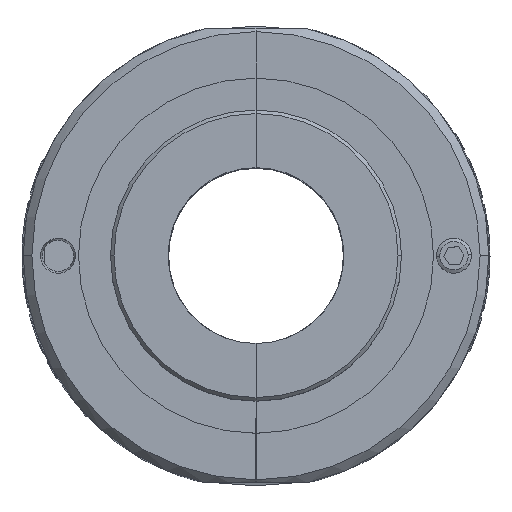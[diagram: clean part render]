
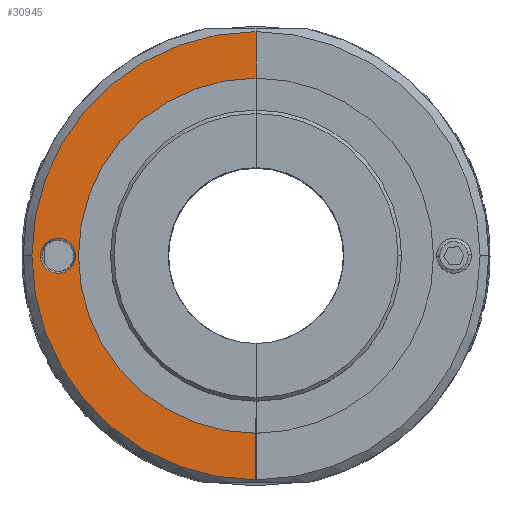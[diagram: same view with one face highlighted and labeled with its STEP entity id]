
A CAD part, top view. The second image highlights one B-rep face of the part: STEP entity #30945.
In plain terms, the highlighted planar face has unit normal (0, 0, 1).
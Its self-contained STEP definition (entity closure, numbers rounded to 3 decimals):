
#2136 = VERTEX_POINT ( 'NONE', #39409 ) ;
#3383 = CARTESIAN_POINT ( 'NONE',  ( 0., 19.25, -7.5 ) ) ;
#3705 = VERTEX_POINT ( 'NONE', #54757 ) ;
#4952 = EDGE_CURVE ( 'NONE', #2136, #22293, #34695, .T. ) ;
#5014 = EDGE_CURVE ( 'NONE', #57160, #22293, #12003, .T. ) ;
#5766 = AXIS2_PLACEMENT_3D ( 'NONE', #21122, #57012, #34678 ) ;
#6268 = EDGE_CURVE ( 'NONE', #57160, #25973, #35852, .T. ) ;
#6859 = PLANE ( 'NONE',  #49266 ) ;
#7152 = DIRECTION ( 'NONE',  ( -1., 0., 0. ) ) ;
#9365 = CIRCLE ( 'NONE', #29114, 19.25 ) ;
#10323 = DIRECTION ( 'NONE',  ( 0., 0., 1. ) ) ;
#10654 = DIRECTION ( 'NONE',  ( 1., 0., 0. ) ) ;
#11289 = FACE_OUTER_BOUND ( 'NONE', #44112, .T. ) ;
#12003 = CIRCLE ( 'NONE', #24234, 15.25 ) ;
#15209 = CARTESIAN_POINT ( 'NONE',  ( -17., 0., -7.5 ) ) ;
#15796 = DIRECTION ( 'NONE',  ( 1., 0., 0. ) ) ;
#16727 = CIRCLE ( 'NONE', #49616, 1.5 ) ;
#18226 = AXIS2_PLACEMENT_3D ( 'NONE', #15209, #47581, #15796 ) ;
#19599 = ORIENTED_EDGE ( 'NONE', *, *, #49129, .T. ) ;
#21122 = CARTESIAN_POINT ( 'NONE',  ( 0., 0., -7.5 ) ) ;
#21171 = CARTESIAN_POINT ( 'NONE',  ( 0., -15.25, -7.5 ) ) ;
#22293 = VERTEX_POINT ( 'NONE', #21171 ) ;
#22878 = CARTESIAN_POINT ( 'NONE',  ( 0., 0., -7.5 ) ) ;
#23235 = CARTESIAN_POINT ( 'NONE',  ( 0., 15.25, -7.5 ) ) ;
#24087 = CARTESIAN_POINT ( 'NONE',  ( -15.5, 0., -7.5 ) ) ;
#24234 = AXIS2_PLACEMENT_3D ( 'NONE', #22878, #26700, #35830 ) ;
#25973 = VERTEX_POINT ( 'NONE', #3383 ) ;
#26700 = DIRECTION ( 'NONE',  ( 0., 0., 1. ) ) ;
#28922 = CARTESIAN_POINT ( 'NONE',  ( -17., 0., -7.5 ) ) ;
#29114 = AXIS2_PLACEMENT_3D ( 'NONE', #50645, #10323, #37727 ) ;
#29155 = EDGE_LOOP ( 'NONE', ( #48614, #33947 ) ) ;
#29161 = ORIENTED_EDGE ( 'NONE', *, *, #57988, .T. ) ;
#29804 = DIRECTION ( 'NONE',  ( 0., 0., -1. ) ) ;
#30245 = DIRECTION ( 'NONE',  ( 0., 1., 0. ) ) ;
#30945 = ADVANCED_FACE ( 'NONE', ( #42757, #11289 ), #6859, .F. ) ;
#33058 = DIRECTION ( 'NONE',  ( 0., 0., 1. ) ) ;
#33216 = ORIENTED_EDGE ( 'NONE', *, *, #6268, .T. ) ;
#33947 = ORIENTED_EDGE ( 'NONE', *, *, #46610, .F. ) ;
#34678 = DIRECTION ( 'NONE',  ( -1., 0., 0. ) ) ;
#34695 = LINE ( 'NONE', #52619, #54304 ) ;
#35223 = VECTOR ( 'NONE', #53508, 1000. ) ;
#35830 = DIRECTION ( 'NONE',  ( 1., 0., 0. ) ) ;
#35852 = LINE ( 'NONE', #39967, #35223 ) ;
#37727 = DIRECTION ( 'NONE',  ( -1., 0., 0. ) ) ;
#39409 = CARTESIAN_POINT ( 'NONE',  ( 0., -19.25, -7.5 ) ) ;
#39967 = CARTESIAN_POINT ( 'NONE',  ( 0., 15.25, -7.5 ) ) ;
#40908 = EDGE_CURVE ( 'NONE', #57396, #51141, #43608, .T. ) ;
#42757 = FACE_BOUND ( 'NONE', #29155, .T. ) ;
#43608 = CIRCLE ( 'NONE', #18226, 1.5 ) ;
#44112 = EDGE_LOOP ( 'NONE', ( #33216, #19599, #29161, #55042, #46724 ) ) ;
#44270 = CIRCLE ( 'NONE', #5766, 19.25 ) ;
#46610 = EDGE_CURVE ( 'NONE', #51141, #57396, #16727, .T. ) ;
#46724 = ORIENTED_EDGE ( 'NONE', *, *, #5014, .F. ) ;
#47477 = CARTESIAN_POINT ( 'NONE',  ( 0., 15.25, -7.5 ) ) ;
#47581 = DIRECTION ( 'NONE',  ( 0., 0., 1. ) ) ;
#48614 = ORIENTED_EDGE ( 'NONE', *, *, #40908, .F. ) ;
#49129 = EDGE_CURVE ( 'NONE', #25973, #3705, #44270, .T. ) ;
#49266 = AXIS2_PLACEMENT_3D ( 'NONE', #47477, #29804, #7152 ) ;
#49616 = AXIS2_PLACEMENT_3D ( 'NONE', #28922, #33058, #10654 ) ;
#50645 = CARTESIAN_POINT ( 'NONE',  ( 0., 0., -7.5 ) ) ;
#51141 = VERTEX_POINT ( 'NONE', #52139 ) ;
#52139 = CARTESIAN_POINT ( 'NONE',  ( -18.5, 0., -7.5 ) ) ;
#52619 = CARTESIAN_POINT ( 'NONE',  ( 0., 15.25, -7.5 ) ) ;
#53508 = DIRECTION ( 'NONE',  ( 0., 1., 0. ) ) ;
#54304 = VECTOR ( 'NONE', #30245, 1000. ) ;
#54757 = CARTESIAN_POINT ( 'NONE',  ( -19.25, 0., -7.5 ) ) ;
#55042 = ORIENTED_EDGE ( 'NONE', *, *, #4952, .T. ) ;
#57012 = DIRECTION ( 'NONE',  ( 0., 0., 1. ) ) ;
#57160 = VERTEX_POINT ( 'NONE', #23235 ) ;
#57396 = VERTEX_POINT ( 'NONE', #24087 ) ;
#57988 = EDGE_CURVE ( 'NONE', #3705, #2136, #9365, .T. ) ;
